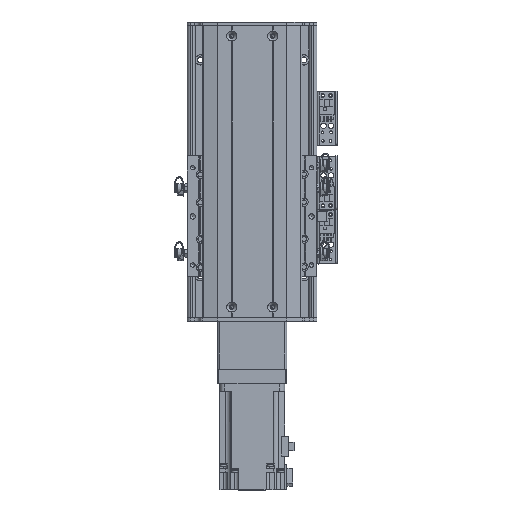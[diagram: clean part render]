
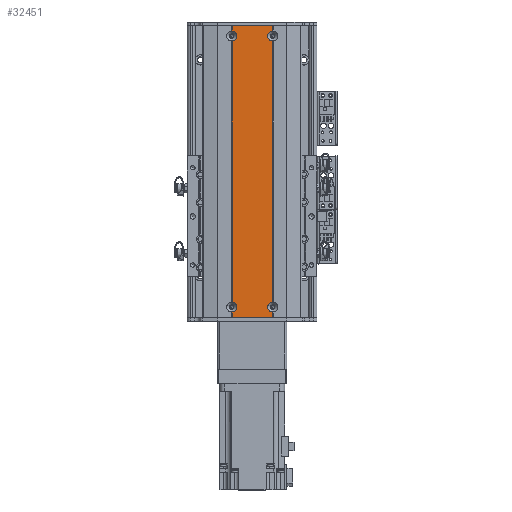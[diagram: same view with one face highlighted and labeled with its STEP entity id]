
A CAD part, top view. The second image highlights one B-rep face of the part: STEP entity #32451.
In plain terms, the highlighted face is planar.
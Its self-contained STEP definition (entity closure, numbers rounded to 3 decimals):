
#3573=CIRCLE('',#35751,4.55);
#3575=CIRCLE('',#35753,4.55);
#3578=CIRCLE('',#35758,4.55);
#3580=CIRCLE('',#35760,4.55);
#3586=CIRCLE('',#35768,4.55);
#3591=CIRCLE('',#35775,4.55);
#5317=FACE_OUTER_BOUND('',#7332,.T.);
#7332=EDGE_LOOP('',(#26549,#26550,#26551,#26552,#26553,#26554,#26555,#26556,
#26557,#26558,#26559,#26560,#26561,#26562));
#9626=LINE('',#54109,#12192);
#9629=LINE('',#54114,#12195);
#9632=LINE('',#54120,#12198);
#9634=LINE('',#54123,#12200);
#9667=LINE('',#54218,#12233);
#9738=LINE('',#54384,#12304);
#9739=LINE('',#54386,#12305);
#9740=LINE('',#54387,#12306);
#12192=VECTOR('',#42888,10.);
#12195=VECTOR('',#42893,10.);
#12198=VECTOR('',#42898,10.);
#12200=VECTOR('',#42902,10.);
#12233=VECTOR('',#42969,10.);
#12304=VECTOR('',#43150,10.);
#12305=VECTOR('',#43153,10.);
#12306=VECTOR('',#43154,10.);
#15114=VERTEX_POINT('',#53974);
#15115=VERTEX_POINT('',#53978);
#15117=VERTEX_POINT('',#53983);
#15123=VERTEX_POINT('',#54004);
#15124=VERTEX_POINT('',#54008);
#15126=VERTEX_POINT('',#54013);
#15131=VERTEX_POINT('',#54030);
#15137=VERTEX_POINT('',#54049);
#15140=VERTEX_POINT('',#54060);
#15146=VERTEX_POINT('',#54079);
#15154=VERTEX_POINT('',#54108);
#15155=VERTEX_POINT('',#54112);
#15157=VERTEX_POINT('',#54118);
#15202=VERTEX_POINT('',#54216);
#19060=EDGE_CURVE('',#15115,#15114,#3573,.T.);
#19063=EDGE_CURVE('',#15117,#15115,#3575,.T.);
#19071=EDGE_CURVE('',#15124,#15123,#3578,.T.);
#19074=EDGE_CURVE('',#15126,#15124,#3580,.T.);
#19088=EDGE_CURVE('',#15131,#15137,#3586,.T.);
#19099=EDGE_CURVE('',#15140,#15146,#3591,.T.);
#19112=EDGE_CURVE('',#15117,#15154,#9626,.T.);
#19115=EDGE_CURVE('',#15155,#15123,#9629,.T.);
#19118=EDGE_CURVE('',#15146,#15157,#9632,.T.);
#19120=EDGE_CURVE('',#15137,#15140,#9634,.T.);
#19167=EDGE_CURVE('',#15202,#15155,#9667,.T.);
#19251=EDGE_CURVE('',#15202,#15131,#9738,.T.);
#19252=EDGE_CURVE('',#15126,#15114,#9739,.T.);
#19253=EDGE_CURVE('',#15154,#15157,#9740,.T.);
#26549=ORIENTED_EDGE('',*,*,#19063,.T.);
#26550=ORIENTED_EDGE('',*,*,#19060,.T.);
#26551=ORIENTED_EDGE('',*,*,#19252,.F.);
#26552=ORIENTED_EDGE('',*,*,#19074,.T.);
#26553=ORIENTED_EDGE('',*,*,#19071,.T.);
#26554=ORIENTED_EDGE('',*,*,#19115,.F.);
#26555=ORIENTED_EDGE('',*,*,#19167,.F.);
#26556=ORIENTED_EDGE('',*,*,#19251,.T.);
#26557=ORIENTED_EDGE('',*,*,#19088,.T.);
#26558=ORIENTED_EDGE('',*,*,#19120,.T.);
#26559=ORIENTED_EDGE('',*,*,#19099,.T.);
#26560=ORIENTED_EDGE('',*,*,#19118,.T.);
#26561=ORIENTED_EDGE('',*,*,#19253,.F.);
#26562=ORIENTED_EDGE('',*,*,#19112,.F.);
#31053=PLANE('',#35857);
#32451=ADVANCED_FACE('',(#5317),#31053,.T.);
#35751=AXIS2_PLACEMENT_3D('',#53979,#42808,#42809);
#35753=AXIS2_PLACEMENT_3D('',#53984,#42813,#42814);
#35758=AXIS2_PLACEMENT_3D('',#54009,#42824,#42825);
#35760=AXIS2_PLACEMENT_3D('',#54014,#42829,#42830);
#35768=AXIS2_PLACEMENT_3D('',#54053,#42847,#42848);
#35775=AXIS2_PLACEMENT_3D('',#54083,#42863,#42864);
#35857=AXIS2_PLACEMENT_3D('',#54385,#43151,#43152);
#42808=DIRECTION('center_axis',(0.,-1.,0.));
#42809=DIRECTION('ref_axis',(1.,0.,0.));
#42813=DIRECTION('center_axis',(0.,-1.,0.));
#42814=DIRECTION('ref_axis',(1.,0.,0.));
#42824=DIRECTION('center_axis',(0.,-1.,0.));
#42825=DIRECTION('ref_axis',(1.,0.,0.));
#42829=DIRECTION('center_axis',(0.,-1.,0.));
#42830=DIRECTION('ref_axis',(1.,0.,0.));
#42847=DIRECTION('center_axis',(0.,-1.,0.));
#42848=DIRECTION('ref_axis',(1.,0.,0.));
#42863=DIRECTION('center_axis',(0.,-1.,0.));
#42864=DIRECTION('ref_axis',(1.,0.,0.));
#42888=DIRECTION('',(0.,0.,1.));
#42893=DIRECTION('',(0.,0.,1.));
#42898=DIRECTION('',(0.,0.,1.));
#42902=DIRECTION('',(0.,0.,1.));
#42969=DIRECTION('',(1.,0.,0.));
#43150=DIRECTION('',(0.,0.,1.));
#43151=DIRECTION('center_axis',(0.,1.,0.));
#43152=DIRECTION('ref_axis',(-1.,0.,0.));
#43153=DIRECTION('',(0.,0.,1.));
#43154=DIRECTION('',(-1.,0.,0.));
#53974=CARTESIAN_POINT('',(18.5,2.5,120.978));
#53978=CARTESIAN_POINT('',(14.45,2.5,125.5));
#53979=CARTESIAN_POINT('Origin',(19.,2.5,125.5));
#53983=CARTESIAN_POINT('',(18.5,2.5,130.022));
#53984=CARTESIAN_POINT('Origin',(19.,2.5,125.5));
#54004=CARTESIAN_POINT('',(18.5,2.5,-130.022));
#54008=CARTESIAN_POINT('',(14.45,2.5,-125.5));
#54009=CARTESIAN_POINT('Origin',(19.,2.5,-125.5));
#54013=CARTESIAN_POINT('',(18.5,2.5,-120.978));
#54014=CARTESIAN_POINT('Origin',(19.,2.5,-125.5));
#54030=CARTESIAN_POINT('',(-18.5,2.5,-130.022));
#54049=CARTESIAN_POINT('',(-18.5,2.5,-120.978));
#54053=CARTESIAN_POINT('Origin',(-19.,2.5,-125.5));
#54060=CARTESIAN_POINT('',(-18.5,2.5,120.978));
#54079=CARTESIAN_POINT('',(-18.5,2.5,130.022));
#54083=CARTESIAN_POINT('Origin',(-19.,2.5,125.5));
#54108=CARTESIAN_POINT('',(18.5,2.5,135.5));
#54109=CARTESIAN_POINT('',(18.5,2.5,0.));
#54112=CARTESIAN_POINT('',(18.5,2.5,-135.5));
#54114=CARTESIAN_POINT('',(18.5,2.5,0.));
#54118=CARTESIAN_POINT('',(-18.5,2.5,135.5));
#54120=CARTESIAN_POINT('',(-18.5,2.5,0.));
#54123=CARTESIAN_POINT('',(-18.5,2.5,0.));
#54216=CARTESIAN_POINT('',(-18.5,2.5,-135.5));
#54218=CARTESIAN_POINT('',(18.5,2.5,-135.5));
#54384=CARTESIAN_POINT('',(-18.5,2.5,0.));
#54385=CARTESIAN_POINT('Origin',(18.5,2.5,0.));
#54386=CARTESIAN_POINT('',(18.5,2.5,0.));
#54387=CARTESIAN_POINT('',(18.5,2.5,135.5));
